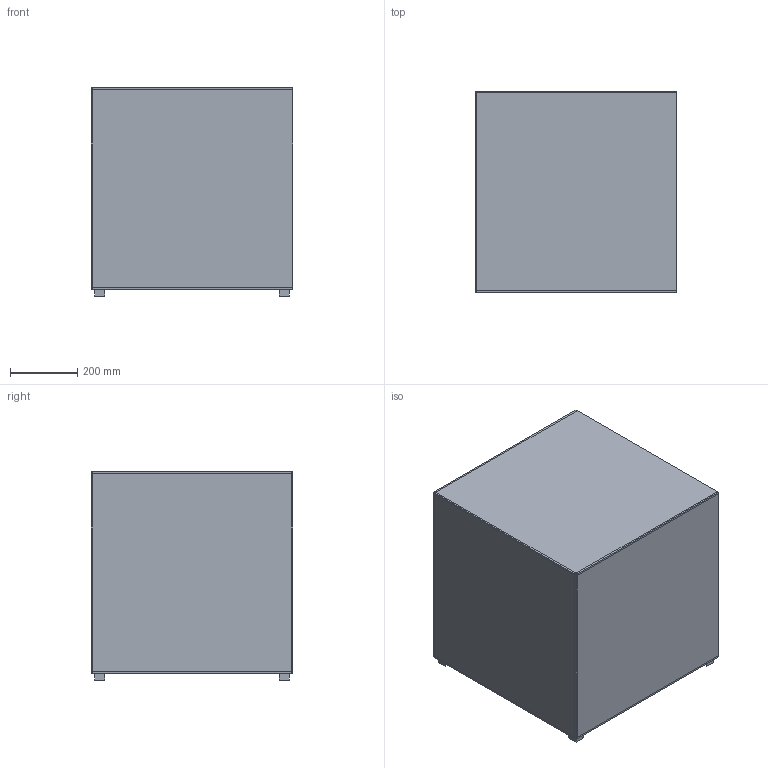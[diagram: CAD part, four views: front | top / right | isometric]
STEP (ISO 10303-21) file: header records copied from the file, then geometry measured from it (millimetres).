
FILE_DESCRIPTION(/* description */ (''),/* implementation_level */ '2;1');
FILE_NAME(/* name */ 'REDUCE~1',/* time_stamp */ '2020-04-05T22:29:04+02:00',/* author */ (''),/* organization */ (''),/* preprocessor_version */ 'ST-DEVELOPER v16.5',/* originating_system */ '',/* authorisation */ '');
FILE_SCHEMA (('AUTOMOTIVE_DESIGN'));
Length unit declared in the file: centimetre
Products named in the file (1): Document
Bounding box: 600 x 600 x 620 mm (x, y, z)
Volume: 11646308.9 mm3; surface area: 4925383.2 mm2
Topology: 46 solids, 54 shells, 472 faces, 1308 edges, 872 vertices
Faces by surface type: plane 444, bspline 28
Entity records: 13797 total; most frequent: CARTESIAN_POINT 4963, ORIENTED_EDGE 2328, EDGE_CURVE 1308, B_SPLINE_CURVE_WITH_KNOTS 1116, VERTEX_POINT 872, ADVANCED_FACE 472, FACE_OUTER_BOUND 472, EDGE_LOOP 472
